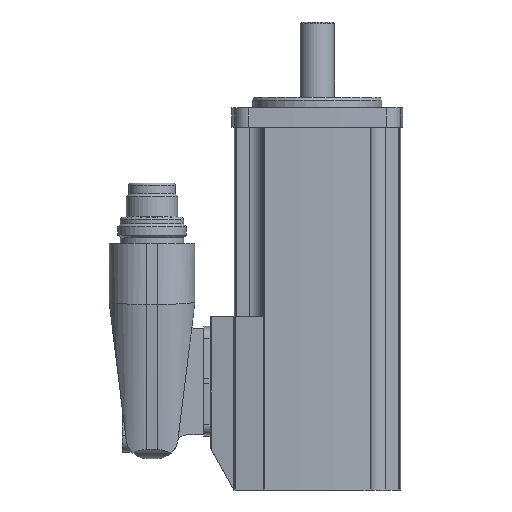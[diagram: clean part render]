
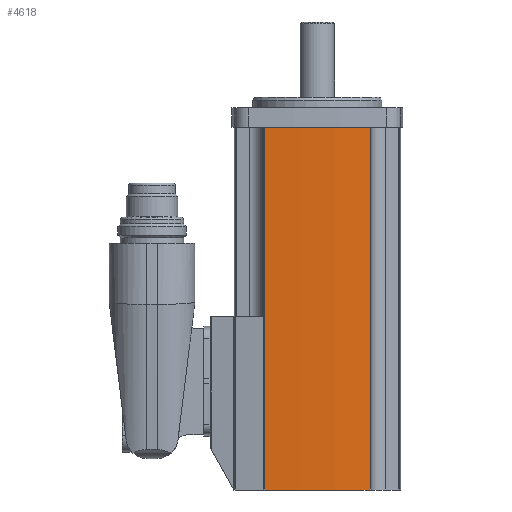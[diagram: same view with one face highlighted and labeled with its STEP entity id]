
A CAD part, left-side view. The second image highlights one B-rep face of the part: STEP entity #4618.
In plain terms, the highlighted cylindrical face has radius 181 mm (diameter 362 mm), a partial arc.
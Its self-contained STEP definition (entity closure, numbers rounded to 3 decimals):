
#167=CYLINDRICAL_SURFACE('',#5115,181.);
#446=LINE('',#7812,#764);
#448=LINE('',#7818,#766);
#764=VECTOR('',#6308,1000.);
#766=VECTOR('',#6314,1000.);
#1681=ORIENTED_EDGE('',*,*,#2183,.T.);
#1682=ORIENTED_EDGE('',*,*,#2550,.F.);
#1683=ORIENTED_EDGE('',*,*,#2551,.F.);
#1684=ORIENTED_EDGE('',*,*,#2547,.T.);
#2183=EDGE_CURVE('',#2803,#2802,#3221,.T.);
#2547=EDGE_CURVE('',#3063,#2803,#446,.T.);
#2550=EDGE_CURVE('',#3065,#2802,#448,.T.);
#2551=EDGE_CURVE('',#3063,#3065,#3363,.T.);
#2802=VERTEX_POINT('',#6928);
#2803=VERTEX_POINT('',#6930);
#3063=VERTEX_POINT('',#7813);
#3065=VERTEX_POINT('',#7819);
#3221=CIRCLE('',#4764,181.);
#3363=CIRCLE('',#5116,181.);
#3750=EDGE_LOOP('',(#1681,#1682,#1683,#1684));
#4164=FACE_BOUND('',#3750,.T.);
#4618=ADVANCED_FACE('',(#4164),#167,.T.);
#4764=AXIS2_PLACEMENT_3D('',#6929,#5425,#5426);
#5115=AXIS2_PLACEMENT_3D('',#7817,#6312,#6313);
#5116=AXIS2_PLACEMENT_3D('',#7820,#6315,#6316);
#5425=DIRECTION('',(0.,0.,1.));
#5426=DIRECTION('',(1.,0.,0.));
#6308=DIRECTION('',(0.,0.,-1.));
#6312=DIRECTION('',(0.,0.,-1.));
#6313=DIRECTION('',(-1.,0.,0.));
#6314=DIRECTION('',(0.,0.,-1.));
#6315=DIRECTION('',(0.,0.,1.));
#6316=DIRECTION('',(1.,0.,0.));
#6928=CARTESIAN_POINT('',(-19.084,-12.265,-89.));
#6929=CARTESIAN_POINT('',(161.5,0.,-89.));
#6930=CARTESIAN_POINT('',(-19.084,12.265,-89.));
#7812=CARTESIAN_POINT('',(-19.084,12.265,-48.6));
#7813=CARTESIAN_POINT('',(-19.084,12.265,-4.5));
#7817=CARTESIAN_POINT('',(161.5,0.,-48.6));
#7818=CARTESIAN_POINT('',(-19.084,-12.265,-48.6));
#7819=CARTESIAN_POINT('',(-19.084,-12.265,-4.5));
#7820=CARTESIAN_POINT('',(161.5,0.,-4.5));
